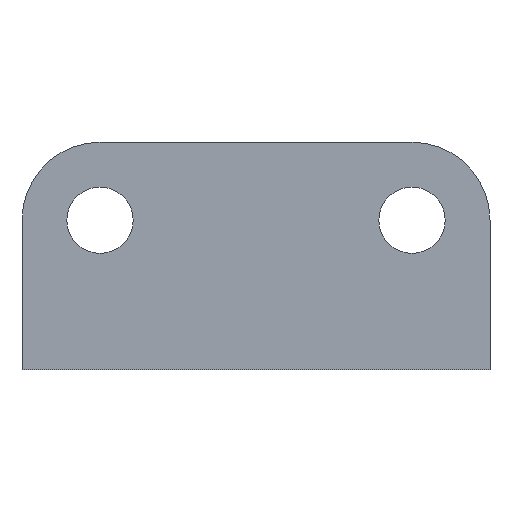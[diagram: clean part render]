
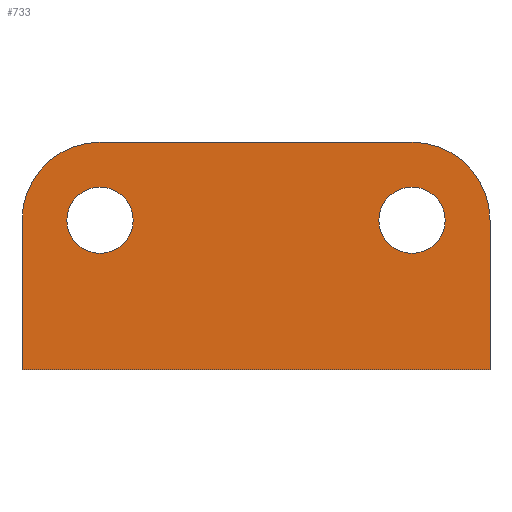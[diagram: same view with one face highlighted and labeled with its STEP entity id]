
A CAD part, front view. The second image highlights one B-rep face of the part: STEP entity #733.
In plain terms, the highlighted planar face has unit normal (0, -1, 0).
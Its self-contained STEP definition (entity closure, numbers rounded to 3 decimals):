
#13 = LINE ( 'NONE', #583, #14 ) ;
#14 = VECTOR ( 'NONE', #220, 1000. ) ;
#26 = ORIENTED_EDGE ( 'NONE', *, *, #254, .F. ) ;
#31 = AXIS2_PLACEMENT_3D ( 'NONE', #423, #67, #484 ) ;
#44 = CARTESIAN_POINT ( 'NONE',  ( 24., 0., 0.4 ) ) ;
#58 = VERTEX_POINT ( 'NONE', #866 ) ;
#67 = DIRECTION ( 'NONE',  ( 0., -1., 0. ) ) ;
#76 = DIRECTION ( 'NONE',  ( 0., 0., -1. ) ) ;
#84 = DIRECTION ( 'NONE',  ( 0., 0., -1. ) ) ;
#95 = CARTESIAN_POINT ( 'NONE',  ( 24., 0., 5.5 ) ) ;
#98 = DIRECTION ( 'NONE',  ( 0., 0., -1. ) ) ;
#103 = DIRECTION ( 'NONE',  ( 0., 0., -1. ) ) ;
#108 = VERTEX_POINT ( 'NONE', #789 ) ;
#111 = CIRCLE ( 'NONE', #765, 5.1 ) ;
#122 = CARTESIAN_POINT ( 'NONE',  ( -24., 0., 5.5 ) ) ;
#128 = DIRECTION ( 'NONE',  ( 0., -1., 0. ) ) ;
#132 = CIRCLE ( 'NONE', #236, 12. ) ;
#137 = CARTESIAN_POINT ( 'NONE',  ( 36., 0., -17.5 ) ) ;
#160 = ORIENTED_EDGE ( 'NONE', *, *, #788, .F. ) ;
#185 = CARTESIAN_POINT ( 'NONE',  ( -36., 0., 5.5 ) ) ;
#197 = EDGE_CURVE ( 'NONE', #434, #108, #111, .T. ) ;
#205 = CIRCLE ( 'NONE', #250, 5.1 ) ;
#220 = DIRECTION ( 'NONE',  ( -1., 0., 0. ) ) ;
#235 = VECTOR ( 'NONE', #335, 1000. ) ;
#236 = AXIS2_PLACEMENT_3D ( 'NONE', #122, #346, #76 ) ;
#250 = AXIS2_PLACEMENT_3D ( 'NONE', #619, #128, #429 ) ;
#253 = DIRECTION ( 'NONE',  ( 0., 0., -1. ) ) ;
#254 = EDGE_CURVE ( 'NONE', #543, #700, #604, .T. ) ;
#257 = EDGE_CURVE ( 'NONE', #280, #720, #747, .T. ) ;
#275 = CARTESIAN_POINT ( 'NONE',  ( 36., 0., 5.5 ) ) ;
#279 = DIRECTION ( 'NONE',  ( 0., 0., 1. ) ) ;
#280 = VERTEX_POINT ( 'NONE', #595 ) ;
#327 = EDGE_CURVE ( 'NONE', #58, #681, #835, .T. ) ;
#332 = CARTESIAN_POINT ( 'NONE',  ( -36., 0., 5.5 ) ) ;
#335 = DIRECTION ( 'NONE',  ( 1., 0., 0. ) ) ;
#337 = PLANE ( 'NONE',  #634 ) ;
#346 = DIRECTION ( 'NONE',  ( 0., 1., 0. ) ) ;
#347 = VERTEX_POINT ( 'NONE', #137 ) ;
#351 = EDGE_LOOP ( 'NONE', ( #26, #537 ) ) ;
#385 = EDGE_CURVE ( 'NONE', #681, #398, #617, .T. ) ;
#398 = VERTEX_POINT ( 'NONE', #275 ) ;
#411 = ORIENTED_EDGE ( 'NONE', *, *, #857, .F. ) ;
#416 = AXIS2_PLACEMENT_3D ( 'NONE', #832, #703, #279 ) ;
#417 = ORIENTED_EDGE ( 'NONE', *, *, #556, .F. ) ;
#420 = ORIENTED_EDGE ( 'NONE', *, *, #197, .F. ) ;
#421 = CARTESIAN_POINT ( 'NONE',  ( -24., 0., 17.5 ) ) ;
#423 = CARTESIAN_POINT ( 'NONE',  ( -24., 0., 5.5 ) ) ;
#429 = DIRECTION ( 'NONE',  ( 0., 0., -1. ) ) ;
#431 = CARTESIAN_POINT ( 'NONE',  ( -24., 0., 10.6 ) ) ;
#434 = VERTEX_POINT ( 'NONE', #431 ) ;
#461 = FACE_BOUND ( 'NONE', #799, .T. ) ;
#484 = DIRECTION ( 'NONE',  ( 0., 0., -1. ) ) ;
#486 = EDGE_CURVE ( 'NONE', #347, #280, #13, .T. ) ;
#537 = ORIENTED_EDGE ( 'NONE', *, *, #870, .F. ) ;
#539 = CARTESIAN_POINT ( 'NONE',  ( -24., 0., 5.5 ) ) ;
#540 = ORIENTED_EDGE ( 'NONE', *, *, #257, .F. ) ;
#543 = VERTEX_POINT ( 'NONE', #644 ) ;
#556 = EDGE_CURVE ( 'NONE', #398, #347, #801, .T. ) ;
#579 = AXIS2_PLACEMENT_3D ( 'NONE', #95, #606, #253 ) ;
#583 = CARTESIAN_POINT ( 'NONE',  ( -36., 0., -17.5 ) ) ;
#593 = VECTOR ( 'NONE', #869, 1000. ) ;
#595 = CARTESIAN_POINT ( 'NONE',  ( -36., 0., -17.5 ) ) ;
#604 = CIRCLE ( 'NONE', #579, 5.1 ) ;
#605 = CIRCLE ( 'NONE', #31, 5.1 ) ;
#606 = DIRECTION ( 'NONE',  ( 0., -1., 0. ) ) ;
#617 = CIRCLE ( 'NONE', #416, 12. ) ;
#619 = CARTESIAN_POINT ( 'NONE',  ( 24., 0., 5.5 ) ) ;
#627 = ORIENTED_EDGE ( 'NONE', *, *, #327, .F. ) ;
#634 = AXIS2_PLACEMENT_3D ( 'NONE', #876, #671, #103 ) ;
#644 = CARTESIAN_POINT ( 'NONE',  ( 24., 0., 10.6 ) ) ;
#662 = CARTESIAN_POINT ( 'NONE',  ( 36., 0., 5.5 ) ) ;
#671 = DIRECTION ( 'NONE',  ( 0., -1., 0. ) ) ;
#674 = CARTESIAN_POINT ( 'NONE',  ( 24., 0., 17.5 ) ) ;
#681 = VERTEX_POINT ( 'NONE', #674 ) ;
#686 = FACE_OUTER_BOUND ( 'NONE', #742, .T. ) ;
#700 = VERTEX_POINT ( 'NONE', #44 ) ;
#703 = DIRECTION ( 'NONE',  ( 0., 1., 0. ) ) ;
#713 = ORIENTED_EDGE ( 'NONE', *, *, #486, .F. ) ;
#720 = VERTEX_POINT ( 'NONE', #185 ) ;
#733 = ADVANCED_FACE ( 'NONE', ( #461, #737, #686 ), #337, .T. ) ;
#736 = ORIENTED_EDGE ( 'NONE', *, *, #385, .F. ) ;
#737 = FACE_BOUND ( 'NONE', #351, .T. ) ;
#742 = EDGE_LOOP ( 'NONE', ( #736, #627, #160, #540, #713, #417 ) ) ;
#747 = LINE ( 'NONE', #332, #593 ) ;
#765 = AXIS2_PLACEMENT_3D ( 'NONE', #539, #874, #98 ) ;
#766 = VECTOR ( 'NONE', #84, 1000. ) ;
#788 = EDGE_CURVE ( 'NONE', #720, #58, #132, .T. ) ;
#789 = CARTESIAN_POINT ( 'NONE',  ( -24., 0., 0.4 ) ) ;
#799 = EDGE_LOOP ( 'NONE', ( #420, #411 ) ) ;
#801 = LINE ( 'NONE', #662, #766 ) ;
#832 = CARTESIAN_POINT ( 'NONE',  ( 24., 0., 5.5 ) ) ;
#835 = LINE ( 'NONE', #421, #235 ) ;
#857 = EDGE_CURVE ( 'NONE', #108, #434, #605, .T. ) ;
#866 = CARTESIAN_POINT ( 'NONE',  ( -24., 0., 17.5 ) ) ;
#869 = DIRECTION ( 'NONE',  ( 0., 0., 1. ) ) ;
#870 = EDGE_CURVE ( 'NONE', #700, #543, #205, .T. ) ;
#874 = DIRECTION ( 'NONE',  ( 0., -1., 0. ) ) ;
#876 = CARTESIAN_POINT ( 'NONE',  ( -24., 0., 5.5 ) ) ;
